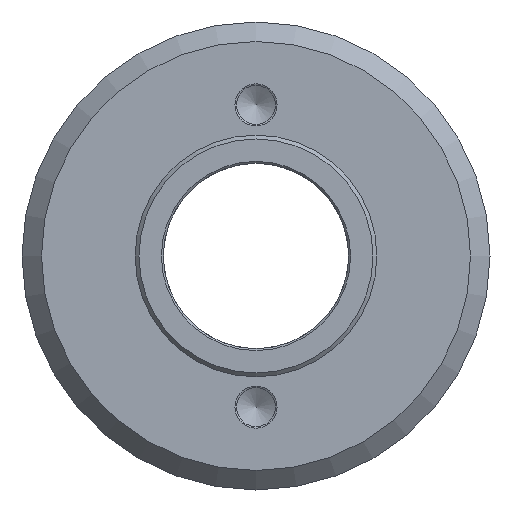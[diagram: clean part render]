
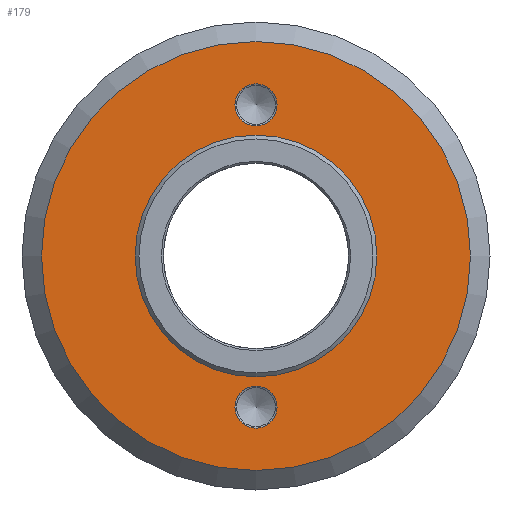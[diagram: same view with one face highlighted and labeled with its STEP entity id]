
A CAD part, left-side view. The second image highlights one B-rep face of the part: STEP entity #179.
In plain terms, the highlighted planar face has unit normal (-1, 0, 0).
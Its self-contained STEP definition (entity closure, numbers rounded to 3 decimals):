
#179=ADVANCED_FACE('',(#430,#432,#434,#436),#438,.T.);
#430=FACE_BOUND('',#431,.T.);
#431=EDGE_LOOP('',(#613));
#432=FACE_BOUND('',#433,.T.);
#433=EDGE_LOOP('',(#614));
#434=FACE_BOUND('',#435,.T.);
#435=EDGE_LOOP('',(#615));
#436=FACE_BOUND('',#437,.T.);
#437=EDGE_LOOP('',(#616));
#438=PLANE('',#439);
#439=AXIS2_PLACEMENT_3D('',#440,#441,#442);
#440=CARTESIAN_POINT('',(-64.,0.,0.));
#441=DIRECTION('',(-1.,0.,0.));
#442=DIRECTION('',(0.,0.,1.));
#613=ORIENTED_EDGE('',*,*,#686,.T.);
#614=ORIENTED_EDGE('',*,*,#687,.T.);
#615=ORIENTED_EDGE('',*,*,#684,.F.);
#616=ORIENTED_EDGE('',*,*,#688,.T.);
#684=EDGE_CURVE('',#753,#753,#754,.T.);
#686=EDGE_CURVE('',#757,#757,#758,.T.);
#687=EDGE_CURVE('',#759,#759,#760,.T.);
#688=EDGE_CURVE('',#761,#761,#762,.F.);
#753=VERTEX_POINT('',#927);
#754=CIRCLE('',#928,62.);
#757=VERTEX_POINT('',#937);
#758=CIRCLE('',#938,110.);
#759=VERTEX_POINT('',#942);
#760=CIRCLE('',#943,10.8);
#761=VERTEX_POINT('',#947);
#762=CIRCLE('',#948,10.8);
#927=CARTESIAN_POINT('',(-64.,0.,62.));
#928=AXIS2_PLACEMENT_3D('',#929,#930,#931);
#929=CARTESIAN_POINT('',(-64.,0.,0.));
#930=DIRECTION('',(-1.,0.,0.));
#931=DIRECTION('',(0.,0.,1.));
#937=CARTESIAN_POINT('',(-64.,0.,110.));
#938=AXIS2_PLACEMENT_3D('',#939,#940,#941);
#939=CARTESIAN_POINT('',(-64.,0.,0.));
#940=DIRECTION('',(-1.,0.,0.));
#941=DIRECTION('',(0.,0.,1.));
#942=CARTESIAN_POINT('',(-64.,0.,-88.3));
#943=AXIS2_PLACEMENT_3D('',#944,#945,#946);
#944=CARTESIAN_POINT('',(-64.,0.,-77.5));
#945=DIRECTION('',(1.,0.,0.));
#946=DIRECTION('',(0.,0.,-1.));
#947=CARTESIAN_POINT('',(-64.,0.,88.3));
#948=AXIS2_PLACEMENT_3D('',#949,#950,#951);
#949=CARTESIAN_POINT('',(-64.,0.,77.5));
#950=DIRECTION('',(-1.,0.,0.));
#951=DIRECTION('',(0.,0.,1.));
